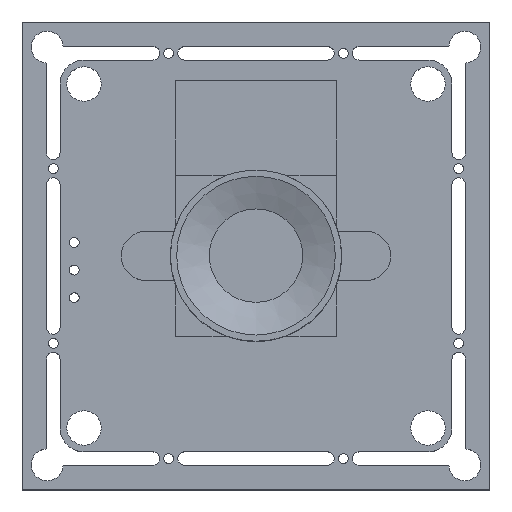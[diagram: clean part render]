
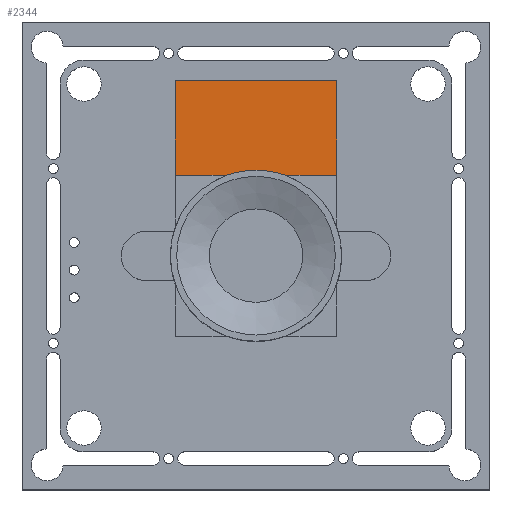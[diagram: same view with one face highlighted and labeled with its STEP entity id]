
A CAD part, top view. The second image highlights one B-rep face of the part: STEP entity #2344.
In plain terms, the highlighted planar face has unit normal (0, 0, 1).
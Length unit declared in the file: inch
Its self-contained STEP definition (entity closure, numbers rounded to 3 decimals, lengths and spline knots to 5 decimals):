
#145=LINE('',#3720,#374);
#147=LINE('',#3724,#376);
#148=LINE('',#3726,#377);
#149=LINE('',#3727,#378);
#374=VECTOR('',#2924,0.3937);
#376=VECTOR('',#2928,0.3937);
#377=VECTOR('',#2929,0.3937);
#378=VECTOR('',#2930,0.3937);
#601=FACE_OUTER_BOUND('',#759,.T.);
#759=EDGE_LOOP('',(#1732,#1733,#1734,#1735));
#1105=VERTEX_POINT('',#3717);
#1106=VERTEX_POINT('',#3719);
#1107=VERTEX_POINT('',#3723);
#1108=VERTEX_POINT('',#3725);
#1343=EDGE_CURVE('',#1106,#1105,#145,.T.);
#1345=EDGE_CURVE('',#1107,#1106,#147,.T.);
#1346=EDGE_CURVE('',#1105,#1108,#148,.T.);
#1347=EDGE_CURVE('',#1107,#1108,#149,.T.);
#1732=ORIENTED_EDGE('',*,*,#1345,.T.);
#1733=ORIENTED_EDGE('',*,*,#1343,.T.);
#1734=ORIENTED_EDGE('',*,*,#1346,.T.);
#1735=ORIENTED_EDGE('',*,*,#1347,.F.);
#2259=PLANE('',#2541);
#2344=ADVANCED_FACE('',(#601),#2259,.T.);
#2541=AXIS2_PLACEMENT_3D('',#3722,#2926,#2927);
#2924=DIRECTION('',(-1.,0.,0.));
#2926=DIRECTION('center_axis',(0.,0.,1.));
#2927=DIRECTION('ref_axis',(1.,0.,0.));
#2928=DIRECTION('',(0.,1.,0.));
#2929=DIRECTION('',(0.,-1.,0.));
#2930=DIRECTION('',(-1.,0.,0.));
#3717=CARTESIAN_POINT('',(-0.25846,0.5626,0.09546));
#3719=CARTESIAN_POINT('',(0.25846,0.5626,0.09546));
#3720=CARTESIAN_POINT('',(0.25846,0.5626,0.09546));
#3722=CARTESIAN_POINT('Origin',(0.,0.41053,
0.09546));
#3723=CARTESIAN_POINT('',(0.25846,0.25846,0.09546));
#3724=CARTESIAN_POINT('',(0.25846,0.25846,0.09546));
#3725=CARTESIAN_POINT('',(-0.25846,0.25846,0.09546));
#3726=CARTESIAN_POINT('',(-0.25846,0.5626,0.09546));
#3727=CARTESIAN_POINT('',(0.12923,0.25846,0.09546));
